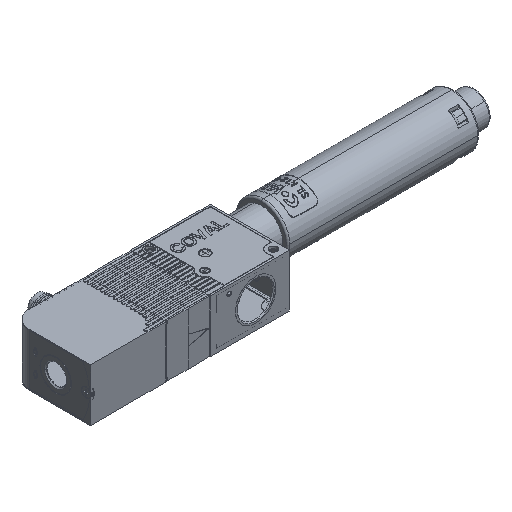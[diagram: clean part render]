
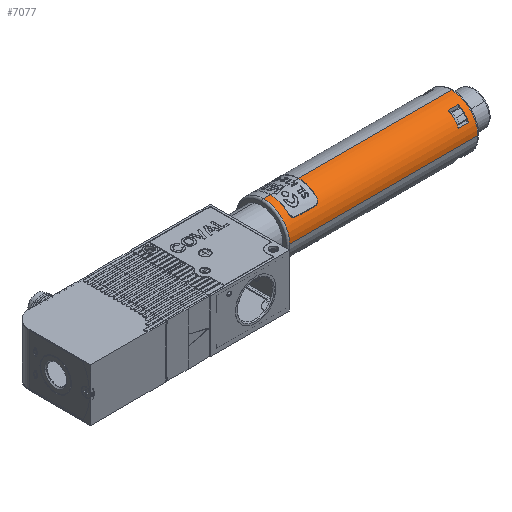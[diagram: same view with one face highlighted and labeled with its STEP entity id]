
A CAD part, isometric view. The second image highlights one B-rep face of the part: STEP entity #7077.
In plain terms, the highlighted cylindrical face has radius 15 mm (diameter 30 mm), a partial arc.
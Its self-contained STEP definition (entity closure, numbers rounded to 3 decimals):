
#7077=ADVANCED_FACE('',(#14632,#14633),#14634,.T.);
#14632=FACE_BOUND('',#39225,.T.);
#14633=FACE_OUTER_BOUND('',#39226,.T.);
#14634=CYLINDRICAL_SURFACE('',#39227,15.0);
#39225=EDGE_LOOP('',(#74356,#74357,#74358,#74359));
#39226=EDGE_LOOP('',(#74360,#74361,#74362,#74363,#74364,#74365,#74366,#74367,#74368,#74369));
#39227=AXIS2_PLACEMENT_3D('',#74370,#74371,#74372);
#74356=ORIENTED_EDGE('',*,*,#85531,.F.);
#74357=ORIENTED_EDGE('',*,*,#85532,.T.);
#74358=ORIENTED_EDGE('',*,*,#85533,.T.);
#74359=ORIENTED_EDGE('',*,*,#85534,.F.);
#74360=ORIENTED_EDGE('',*,*,#85535,.T.);
#74361=ORIENTED_EDGE('',*,*,#85536,.T.);
#74362=ORIENTED_EDGE('',*,*,#85537,.T.);
#74363=ORIENTED_EDGE('',*,*,#85538,.T.);
#74364=ORIENTED_EDGE('',*,*,#85539,.T.);
#74365=ORIENTED_EDGE('',*,*,#85540,.T.);
#74366=ORIENTED_EDGE('',*,*,#85541,.T.);
#74367=ORIENTED_EDGE('',*,*,#85542,.T.);
#74368=ORIENTED_EDGE('',*,*,#85543,.F.);
#74369=ORIENTED_EDGE('',*,*,#85544,.F.);
#74370=CARTESIAN_POINT('',(50.0,0.0,0.));
#74371=DIRECTION('',(-1.0,0.0,0.0));
#74372=DIRECTION('',(0.0,0.0,1.0));
#85531=EDGE_CURVE('',#98689,#98690,#98691,.T.);
#85532=EDGE_CURVE('',#98689,#98692,#98693,.T.);
#85533=EDGE_CURVE('',#98692,#98694,#98695,.T.);
#85534=EDGE_CURVE('',#98690,#98694,#98696,.T.);
#85535=EDGE_CURVE('',#98697,#98592,#98698,.T.);
#85536=EDGE_CURVE('',#98592,#98699,#98700,.T.);
#85537=EDGE_CURVE('',#98699,#98701,#98702,.T.);
#85538=EDGE_CURVE('',#98701,#98703,#98704,.T.);
#85539=EDGE_CURVE('',#98703,#98705,#98706,.T.);
#85540=EDGE_CURVE('',#98705,#98707,#98708,.T.);
#85541=EDGE_CURVE('',#98707,#98709,#98710,.T.);
#85542=EDGE_CURVE('',#98709,#98641,#98711,.T.);
#85543=EDGE_CURVE('',#98712,#98641,#98713,.T.);
#85544=EDGE_CURVE('',#98697,#98712,#98714,.T.);
#98592=VERTEX_POINT('',#122788);
#98641=VERTEX_POINT('',#122843);
#98689=VERTEX_POINT('',#122901);
#98690=VERTEX_POINT('',#122902);
#98691=CIRCLE('',#122903,15.0);
#98692=VERTEX_POINT('',#122904);
#98693=LINE('',#122905,#122906);
#98694=VERTEX_POINT('',#122907);
#98695=CIRCLE('',#122908,15.0);
#98696=LINE('',#122909,#122910);
#98697=VERTEX_POINT('',#122911);
#98698=CIRCLE('',#122912,15.0);
#98699=VERTEX_POINT('',#122913);
#98700=LINE('',#122914,#122915);
#98701=VERTEX_POINT('',#122916);
#98702=CIRCLE('',#122917,15.0);
#98703=VERTEX_POINT('',#122918);
#98704=B_SPLINE_CURVE_WITH_KNOTS('',3,(#122919,#122920,#122921,#122922,#122923,#122924,#122925,#122926,#122927,#122928,#122929,#122930,#122931,#122932,#122933,#122934),.UNSPECIFIED.,.F.,.F.,(4,2,2,2,2,2,2,4),(0.0,0.001,0.001,0.002,0.002,0.003,0.003,0.004),.UNSPECIFIED.);
#98705=VERTEX_POINT('',#122935);
#98706=LINE('',#122936,#122937);
#98707=VERTEX_POINT('',#122938);
#98708=B_SPLINE_CURVE_WITH_KNOTS('',3,(#122939,#122940,#122941,#122942,#122943,#122944,#122945,#122946,#122947,#122948,#122949,#122950,#122951,#122952),.UNSPECIFIED.,.F.,.F.,(4,2,2,2,2,2,4),(0.0,0.,0.001,0.001,0.002,0.003,0.004),.UNSPECIFIED.);
#98709=VERTEX_POINT('',#122953);
#98710=CIRCLE('',#122954,15.0);
#98711=LINE('',#122955,#122956);
#98712=VERTEX_POINT('',#122957);
#98713=CIRCLE('',#122958,15.0);
#98714=LINE('',#122959,#122960);
#122788=CARTESIAN_POINT('',(170.0,0.0,15.0));
#122843=CARTESIAN_POINT('',(63.0,0.0,15.0));
#122901=CARTESIAN_POINT('',(161.0,-7.2,13.159));
#122902=CARTESIAN_POINT('',(161.0,-13.159,7.2));
#122903=AXIS2_PLACEMENT_3D('',#136792,#136793,#136794);
#122904=CARTESIAN_POINT('',(166.7,-7.2,13.159));
#122905=CARTESIAN_POINT('',(161.0,-7.2,13.159));
#122906=VECTOR('',#136795,1000.0);
#122907=CARTESIAN_POINT('',(166.7,-13.159,7.2));
#122908=AXIS2_PLACEMENT_3D('',#136796,#136797,#136798);
#122909=CARTESIAN_POINT('',(161.0,-13.159,7.2));
#122910=VECTOR('',#136799,1000.0);
#122911=CARTESIAN_POINT('',(170.0,-15.0,0.));
#122912=AXIS2_PLACEMENT_3D('',#136800,#136801,#136802);
#122913=CARTESIAN_POINT('',(83.0,0.0,15.0));
#122914=CARTESIAN_POINT('',(50.0,0.0,15.0));
#122915=VECTOR('',#136803,1000.0);
#122916=CARTESIAN_POINT('',(83.0,-10.,11.18));
#122917=AXIS2_PLACEMENT_3D('',#136804,#136805,#136806);
#122918=CARTESIAN_POINT('',(81.0,-12.0,9.0));
#122919=CARTESIAN_POINT('',(83.0,-10.,11.18));
#122920=CARTESIAN_POINT('',(83.0,-10.244,10.962));
#122921=CARTESIAN_POINT('',(82.957,-10.476,10.741));
#122922=CARTESIAN_POINT('',(82.834,-10.806,10.405));
#122923=CARTESIAN_POINT('',(82.783,-10.914,10.292));
#122924=CARTESIAN_POINT('',(82.663,-11.118,10.07));
#122925=CARTESIAN_POINT('',(82.593,-11.215,9.962));
#122926=CARTESIAN_POINT('',(82.434,-11.399,9.751));
#122927=CARTESIAN_POINT('',(82.345,-11.486,9.648));
#122928=CARTESIAN_POINT('',(82.14,-11.649,9.451));
#122929=CARTESIAN_POINT('',(82.026,-11.723,9.359));
#122930=CARTESIAN_POINT('',(81.772,-11.85,9.197));
#122931=CARTESIAN_POINT('',(81.631,-11.904,9.127));
#122932=CARTESIAN_POINT('',(81.329,-11.979,9.028));
#122933=CARTESIAN_POINT('',(81.165,-12.0,9.));
#122934=CARTESIAN_POINT('',(81.0,-12.0,9.0));
#122935=CARTESIAN_POINT('',(69.0,-12.0,9.));
#122936=CARTESIAN_POINT('',(50.0,-12.0,9.));
#122937=VECTOR('',#136807,1000.0);
#122938=CARTESIAN_POINT('',(67.0,-10.,11.18));
#122939=CARTESIAN_POINT('',(69.0,-12.0,9.));
#122940=CARTESIAN_POINT('',(68.835,-12.0,9.));
#122941=CARTESIAN_POINT('',(68.676,-11.98,9.027));
#122942=CARTESIAN_POINT('',(68.371,-11.905,9.125));
#122943=CARTESIAN_POINT('',(68.233,-11.852,9.194));
#122944=CARTESIAN_POINT('',(67.977,-11.725,9.357));
#122945=CARTESIAN_POINT('',(67.864,-11.651,9.448));
#122946=CARTESIAN_POINT('',(67.66,-11.491,9.643));
#122947=CARTESIAN_POINT('',(67.569,-11.402,9.747));
#122948=CARTESIAN_POINT('',(67.327,-11.124,10.067));
#122949=CARTESIAN_POINT('',(67.209,-10.92,10.288));
#122950=CARTESIAN_POINT('',(67.043,-10.477,10.739));
#122951=CARTESIAN_POINT('',(67.0,-10.244,10.962));
#122952=CARTESIAN_POINT('',(67.0,-10.,11.18));
#122953=CARTESIAN_POINT('',(67.0,0.0,15.0));
#122954=AXIS2_PLACEMENT_3D('',#136808,#136809,#136810);
#122955=CARTESIAN_POINT('',(50.0,0.0,15.0));
#122956=VECTOR('',#136811,1000.0);
#122957=CARTESIAN_POINT('',(63.0,-15.0,0.));
#122958=AXIS2_PLACEMENT_3D('',#136812,#136813,#136814);
#122959=CARTESIAN_POINT('',(50.0,-15.0,0.));
#122960=VECTOR('',#136815,1000.0);
#136792=CARTESIAN_POINT('',(161.0,0.0,0.));
#136793=DIRECTION('',(1.0,0.0,0.0));
#136794=DIRECTION('',(0.0,0.0,-1.0));
#136795=DIRECTION('',(1.0,0.0,0.0));
#136796=CARTESIAN_POINT('',(166.7,0.0,0.));
#136797=DIRECTION('',(1.0,0.0,0.0));
#136798=DIRECTION('',(0.0,0.0,-1.0));
#136799=DIRECTION('',(1.0,0.0,0.0));
#136800=CARTESIAN_POINT('',(170.0,0.0,0.));
#136801=DIRECTION('',(-1.0,0.0,0.0));
#136802=DIRECTION('',(0.0,0.0,1.0));
#136803=DIRECTION('',(-1.0,-0.0,-0.0));
#136804=CARTESIAN_POINT('',(83.0,0.0,0.));
#136805=DIRECTION('',(1.0,0.0,0.0));
#136806=DIRECTION('',(0.0,0.0,-1.0));
#136807=DIRECTION('',(-1.0,-0.0,-0.0));
#136808=CARTESIAN_POINT('',(67.0,0.0,0.));
#136809=DIRECTION('',(-1.0,0.,0.0));
#136810=DIRECTION('',(0.,-1.0,0.0));
#136811=DIRECTION('',(-1.0,-0.0,-0.0));
#136812=CARTESIAN_POINT('',(63.0,0.0,0.));
#136813=DIRECTION('',(-1.0,0.0,0.0));
#136814=DIRECTION('',(0.0,0.0,1.0));
#136815=DIRECTION('',(-1.0,-0.0,-0.0));
